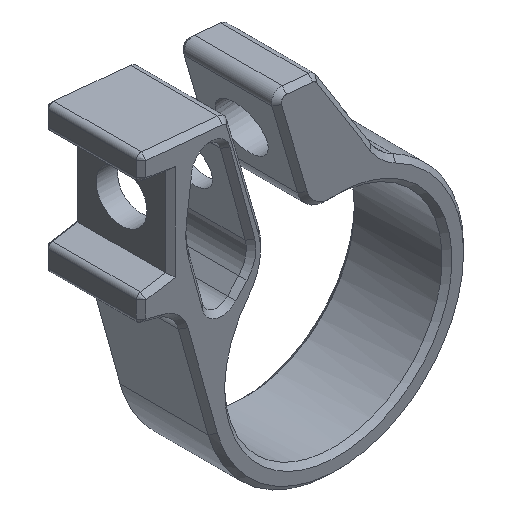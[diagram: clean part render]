
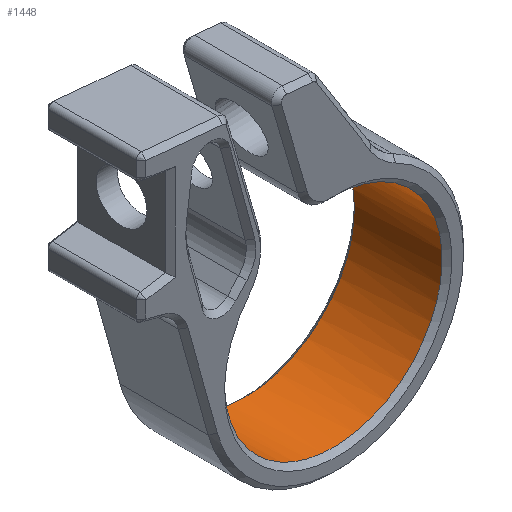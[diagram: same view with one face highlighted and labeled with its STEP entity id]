
A CAD part, isometric view. The second image highlights one B-rep face of the part: STEP entity #1448.
In plain terms, the highlighted free-form (B-spline) face has degree [2, 1] with [7, 2] control points.
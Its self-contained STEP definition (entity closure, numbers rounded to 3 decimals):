
#869 = VERTEX_POINT('',#870);
#870 = CARTESIAN_POINT('',(-9.13,9.908,7.201
    ));
#892 = EDGE_CURVE('',#869,#893,#895,.T.);
#893 = VERTEX_POINT('',#894);
#894 = CARTESIAN_POINT('',(-0.651,9.908,11.61
    ));
#895 = ( BOUNDED_CURVE() B_SPLINE_CURVE(2,(#896,#897,#898,#899,#900,#901
,#902),.UNSPECIFIED.,.F.,.F.) B_SPLINE_CURVE_WITH_KNOTS((3,2,2,3),(
    2.474,4.286,6.098,7.91),
.PIECEWISE_BEZIER_KNOTS.) CURVE() GEOMETRIC_REPRESENTATION_ITEM() 
RATIONAL_B_SPLINE_CURVE((1.,0.617,1.,0.617,1.,
0.617,1.)) REPRESENTATION_ITEM('') );
#896 = CARTESIAN_POINT('',(-9.13,9.908,7.201
    ));
#897 = CARTESIAN_POINT('',(-18.318,9.908,-4.448
    ));
#898 = CARTESIAN_POINT('',(-4.811,9.908,
    -10.586));
#899 = CARTESIAN_POINT('',(8.696,9.908,-16.725
    ));
#900 = CARTESIAN_POINT('',(11.429,9.908,
    -2.142));
#901 = CARTESIAN_POINT('',(14.162,9.908,
    12.441));
#902 = CARTESIAN_POINT('',(-0.651,9.908,11.61
    ));
#1428 = EDGE_CURVE('',#893,#1429,#1431,.T.);
#1429 = VERTEX_POINT('',#1430);
#1430 = CARTESIAN_POINT('',(-0.651,0.521,
    11.61));
#1431 = B_SPLINE_CURVE_WITH_KNOTS('',1,(#1432,#1433),.UNSPECIFIED.,.F.,
  .F.,(2,2),(-9.5,-0.5),.PIECEWISE_BEZIER_KNOTS.);
#1432 = CARTESIAN_POINT('',(-0.651,9.908,
    11.61));
#1433 = CARTESIAN_POINT('',(-0.651,0.521,
    11.61));
#1448 = ADVANCED_FACE('',(#1449),#1470,.F.);
#1449 = FACE_BOUND('',#1450,.F.);
#1450 = EDGE_LOOP('',(#1451,#1452,#1464,#1469));
#1451 = ORIENTED_EDGE('',*,*,#1428,.T.);
#1452 = ORIENTED_EDGE('',*,*,#1453,.T.);
#1453 = EDGE_CURVE('',#1429,#1454,#1456,.T.);
#1454 = VERTEX_POINT('',#1455);
#1455 = CARTESIAN_POINT('',(-9.13,0.521,
    7.201));
#1456 = ( BOUNDED_CURVE() B_SPLINE_CURVE(2,(#1457,#1458,#1459,#1460,
#1461,#1462,#1463),.UNSPECIFIED.,.F.,.F.) B_SPLINE_CURVE_WITH_KNOTS((3,2
    ,2,3),(4.656,6.468,8.281,10.093)
,.PIECEWISE_BEZIER_KNOTS.) CURVE() GEOMETRIC_REPRESENTATION_ITEM() 
RATIONAL_B_SPLINE_CURVE((1.,0.617,1.,0.617,1.,
0.617,1.)) REPRESENTATION_ITEM('') );
#1457 = CARTESIAN_POINT('',(-0.651,0.521,
    11.61));
#1458 = CARTESIAN_POINT('',(14.162,0.521,
    12.441));
#1459 = CARTESIAN_POINT('',(11.429,0.521,
    -2.142));
#1460 = CARTESIAN_POINT('',(8.696,0.521,
    -16.725));
#1461 = CARTESIAN_POINT('',(-4.811,0.521,
    -10.586));
#1462 = CARTESIAN_POINT('',(-18.318,0.521,
    -4.448));
#1463 = CARTESIAN_POINT('',(-9.13,0.521,
    7.201));
#1464 = ORIENTED_EDGE('',*,*,#1465,.T.);
#1465 = EDGE_CURVE('',#1454,#869,#1466,.T.);
#1466 = B_SPLINE_CURVE_WITH_KNOTS('',1,(#1467,#1468),.UNSPECIFIED.,.F.,
  .F.,(2,2),(0.5,9.5),.PIECEWISE_BEZIER_KNOTS.);
#1467 = CARTESIAN_POINT('',(-9.13,0.521,
    7.201));
#1468 = CARTESIAN_POINT('',(-9.13,9.908,
    7.201));
#1469 = ORIENTED_EDGE('',*,*,#892,.T.);
#1470 = ( BOUNDED_SURFACE() B_SPLINE_SURFACE(2,1,(
    (#1471,#1472)
    ,(#1473,#1474)
    ,(#1475,#1476)
    ,(#1477,#1478)
    ,(#1479,#1480)
    ,(#1481,#1482)
    ,(#1483,#1484
)),.UNSPECIFIED.,.F.,.F.,.F.) B_SPLINE_SURFACE_WITH_KNOTS((3,2,2,3),(2,2
    ),(3.565,5.377,7.189,9.001),(0.5
,9.5),.PIECEWISE_BEZIER_KNOTS.) GEOMETRIC_REPRESENTATION_ITEM() 
RATIONAL_B_SPLINE_SURFACE((
    (1.,1.)
    ,(0.617,0.617)
    ,(1.,1.)
    ,(0.617,0.617)
    ,(1.,1.)
    ,(0.617,0.617)
,(1.,1.))) REPRESENTATION_ITEM('') SURFACE() );
#1471 = CARTESIAN_POINT('',(-0.651,0.521,
    11.61));
#1472 = CARTESIAN_POINT('',(-0.651,9.908,
    11.61));
#1473 = CARTESIAN_POINT('',(14.162,0.521,
    12.441));
#1474 = CARTESIAN_POINT('',(14.162,9.908,
    12.441));
#1475 = CARTESIAN_POINT('',(11.429,0.521,
    -2.142));
#1476 = CARTESIAN_POINT('',(11.429,9.908,
    -2.142));
#1477 = CARTESIAN_POINT('',(8.696,0.521,
    -16.725));
#1478 = CARTESIAN_POINT('',(8.696,9.908,
    -16.725));
#1479 = CARTESIAN_POINT('',(-4.811,0.521,
    -10.586));
#1480 = CARTESIAN_POINT('',(-4.811,9.908,
    -10.586));
#1481 = CARTESIAN_POINT('',(-18.318,0.521,
    -4.448));
#1482 = CARTESIAN_POINT('',(-18.318,9.908,
    -4.448));
#1483 = CARTESIAN_POINT('',(-9.13,0.521,
    7.201));
#1484 = CARTESIAN_POINT('',(-9.13,9.908,
    7.201));
